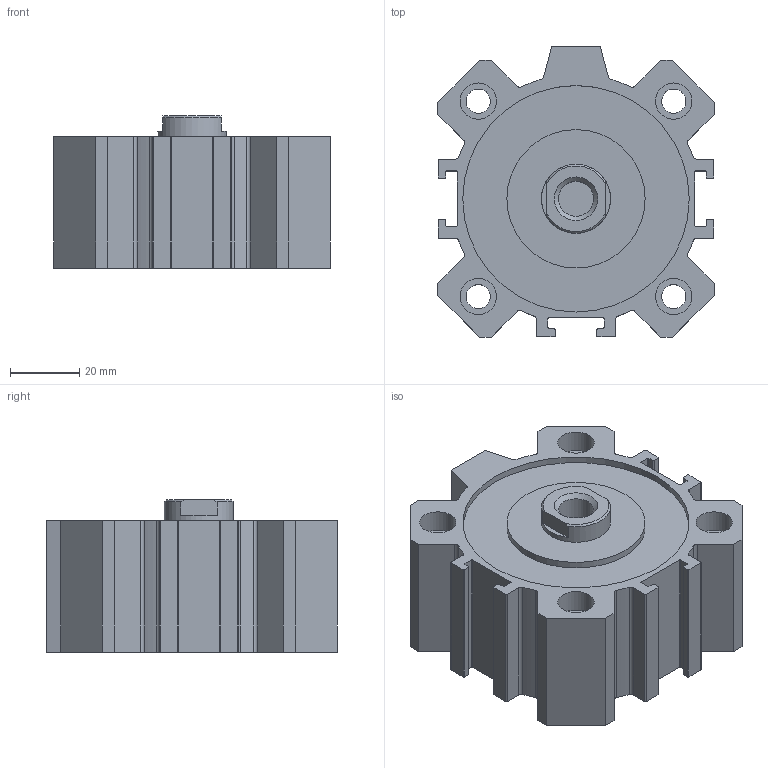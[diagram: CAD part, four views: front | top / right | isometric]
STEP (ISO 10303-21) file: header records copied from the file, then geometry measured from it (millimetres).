
FILE_DESCRIPTION(/* description */ ('TUBO PROFILATO COMPATTI Ø40'),/* implementation_level */ '2;1');
FILE_NAME(/* name */ '1502_63_0005.stp',/* time_stamp */ '2016-09-07T13:52:54+02:00',/* author */ ('Maniean1'),/* organization */ ('Pneumax S.p.A.'),/* preprocessor_version */ 'ST-DEVELOPER v15.2',/* originating_system */ 'Autodesk Inventor 2014',/* authorisation */ '');
FILE_SCHEMA (('AUTOMOTIVE_DESIGN { 1 0 10303 214 3 1 1 }'));
Length unit declared in the file: millimetre
Products named in the file (3): C_1502_63_0005; S_1502_63_0005; 1502_63_0005
Bounding box: 80 x 84 x 44 mm (x, y, z)
Volume: 172636.6 mm3; surface area: 52653.9 mm2
Topology: 2 solids, 2 shells, 164 faces, 428 edges, 286 vertices
Faces by surface type: plane 82, cylinder 77, cone 5
Full cylindrical faces by diameter (mm): 4.134 x1, 7 x4, 8.566 x1, 10.106 x1, 10.5 x8, 20 x2, 40 x2, 63 x2, 65.5 x2
Entity records: 5140 total; most frequent: DIRECTION 892, CARTESIAN_POINT 853, ORIENTED_EDGE 792, EDGE_CURVE 396, AXIS2_PLACEMENT_3D 331, VERTEX_POINT 280, LINE 230, VECTOR 230
